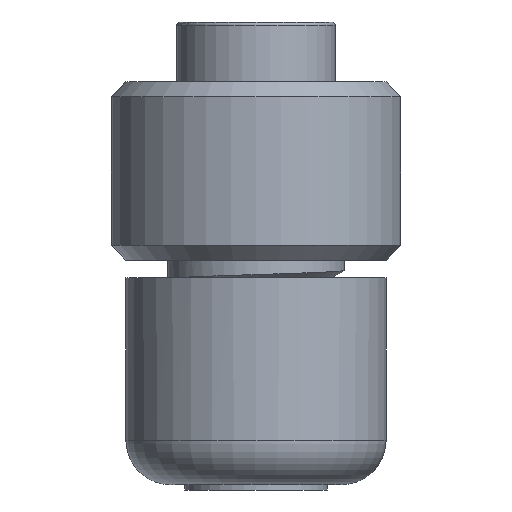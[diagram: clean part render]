
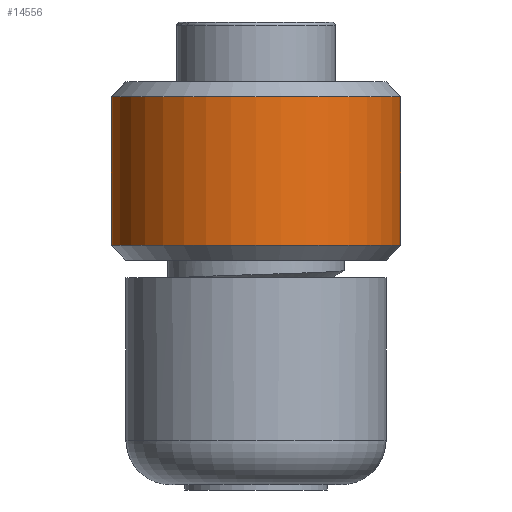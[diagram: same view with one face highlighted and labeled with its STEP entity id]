
A CAD part, front view. The second image highlights one B-rep face of the part: STEP entity #14556.
In plain terms, the highlighted cylindrical face has radius 10.314 mm (diameter 20.628 mm), a full revolution.
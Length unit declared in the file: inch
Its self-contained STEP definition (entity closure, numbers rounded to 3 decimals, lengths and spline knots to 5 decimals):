
#1711=FACE_BOUND('',#2628,.T.);
#1881=FACE_OUTER_BOUND('',#2627,.T.);
#2627=EDGE_LOOP('',(#8929));
#2628=EDGE_LOOP('',(#8930));
#3543=CIRCLE('',#15311,0.40606);
#3544=CIRCLE('',#15312,0.40606);
#5042=VERTEX_POINT('',#21233);
#5043=VERTEX_POINT('',#21235);
#6547=EDGE_CURVE('',#5042,#5042,#3543,.T.);
#6548=EDGE_CURVE('',#5043,#5043,#3544,.T.);
#8929=ORIENTED_EDGE('',*,*,#6547,.F.);
#8930=ORIENTED_EDGE('',*,*,#6548,.T.);
#13703=CYLINDRICAL_SURFACE('',#15310,0.40606);
#14556=ADVANCED_FACE('',(#1881,#1711),#13703,.T.);
#15310=AXIS2_PLACEMENT_3D('',#21232,#17227,#17228);
#15311=AXIS2_PLACEMENT_3D('',#21234,#17229,#17230);
#15312=AXIS2_PLACEMENT_3D('',#21236,#17231,#17232);
#17227=DIRECTION('center_axis',(0.,0.,-1.));
#17228=DIRECTION('ref_axis',(0.,1.,0.));
#17229=DIRECTION('center_axis',(0.,0.,-1.));
#17230=DIRECTION('ref_axis',(1.,0.,0.));
#17231=DIRECTION('center_axis',(0.,0.,-1.));
#17232=DIRECTION('ref_axis',(1.,0.,0.));
#21232=CARTESIAN_POINT('Origin',(0.,0.,-0.418));
#21233=CARTESIAN_POINT('',(0.,0.40606,-0.62694));
#21234=CARTESIAN_POINT('Origin',(0.,0.,-0.62694));
#21235=CARTESIAN_POINT('',(0.,0.40606,-0.20906));
#21236=CARTESIAN_POINT('Origin',(0.,0.,-0.20906));
